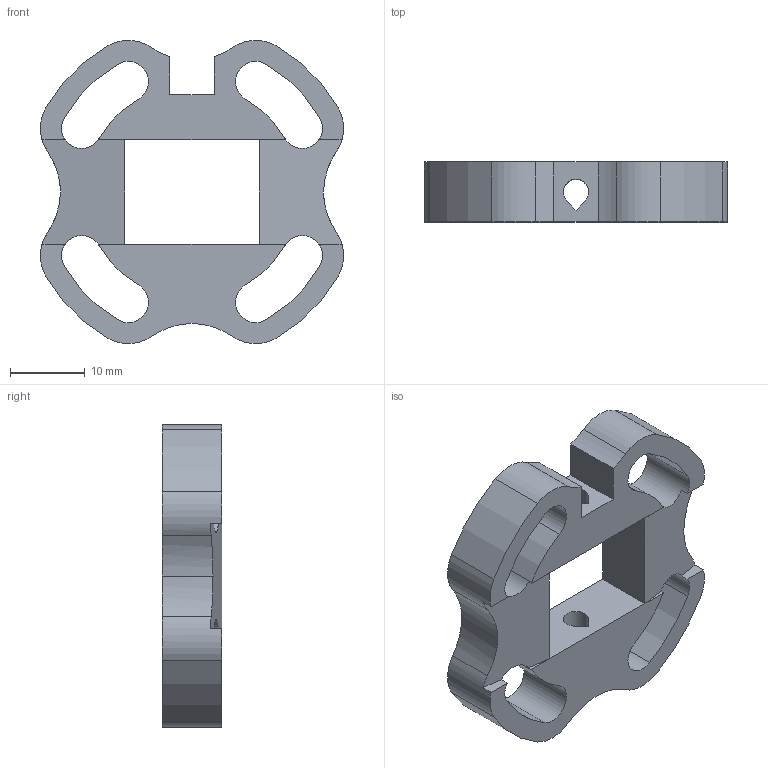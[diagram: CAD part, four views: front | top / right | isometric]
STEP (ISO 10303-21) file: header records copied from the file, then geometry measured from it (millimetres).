
FILE_DESCRIPTION( ( 'Unknown' ), '1' );
FILE_NAME( 'Z-belt-tensioner-idler-housing.stp', 'Unknown', ( 'Ed Sells' ), ( 'University of Bath' ), 'XStep 1.0', 'Solid Edge v19', ' ' );
FILE_SCHEMA( ( 'CONFIG_CONTROL_DESIGN' ) );
Length unit declared in the file: millimetre
Products named in the file (1): 1
Bounding box: 40.44 x 8 x 40.44 mm (x, y, z)
Volume: 6111.7 mm3; surface area: 4571 mm2
Topology: 1 solids, 1 shells, 62 faces, 189 edges, 123 vertices
Faces by surface type: cylinder 38, plane 24
Entity records: 2252 total; most frequent: CARTESIAN_POINT 409, DIRECTION 402, ORIENTED_EDGE 378, EDGE_CURVE 189, AXIS2_PLACEMENT_3D 152, VERTEX_POINT 123, LINE 98, VECTOR 98
